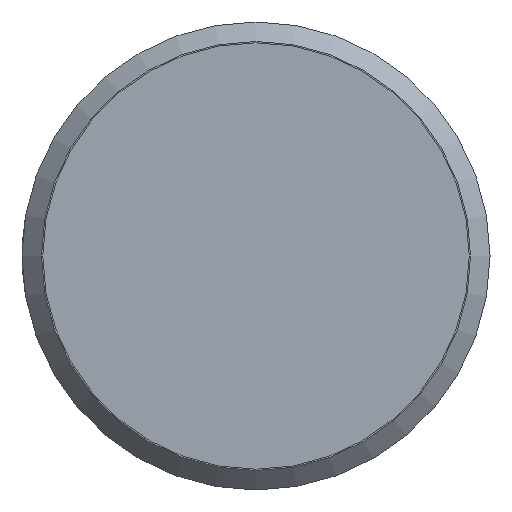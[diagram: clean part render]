
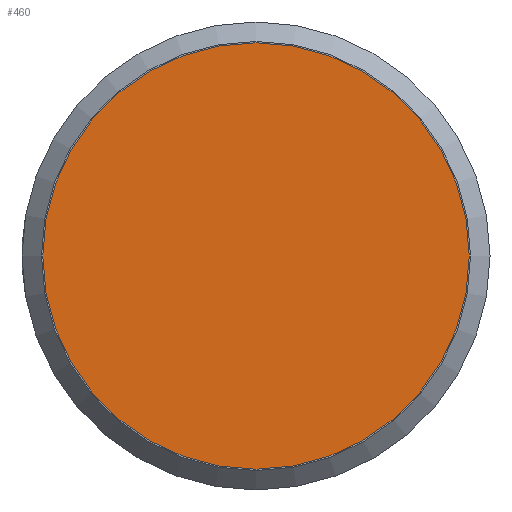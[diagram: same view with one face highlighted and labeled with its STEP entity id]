
A CAD part, front view. The second image highlights one B-rep face of the part: STEP entity #460.
In plain terms, the highlighted planar face has unit normal (0, -1, 0).
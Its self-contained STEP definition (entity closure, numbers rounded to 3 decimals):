
#89=FACE_OUTER_BOUND('',#118,.T.);
#118=EDGE_LOOP('',(#292));
#153=CIRCLE('',#510,8.2);
#185=VERTEX_POINT('',#714);
#228=EDGE_CURVE('',#185,#185,#153,.T.);
#292=ORIENTED_EDGE('',*,*,#228,.T.);
#420=PLANE('',#509);
#460=ADVANCED_FACE('',(#89),#420,.T.);
#509=AXIS2_PLACEMENT_3D('',#713,#572,#573);
#510=AXIS2_PLACEMENT_3D('',#715,#574,#575);
#572=DIRECTION('center_axis',(0.,-1.,0.));
#573=DIRECTION('ref_axis',(0.,0.,-1.));
#574=DIRECTION('center_axis',(0.,-1.,0.));
#575=DIRECTION('ref_axis',(1.,0.,0.));
#713=CARTESIAN_POINT('Origin',(4.1,0.,0.));
#714=CARTESIAN_POINT('',(-8.2,0.,0.));
#715=CARTESIAN_POINT('Origin',(0.,0.,
0.));
